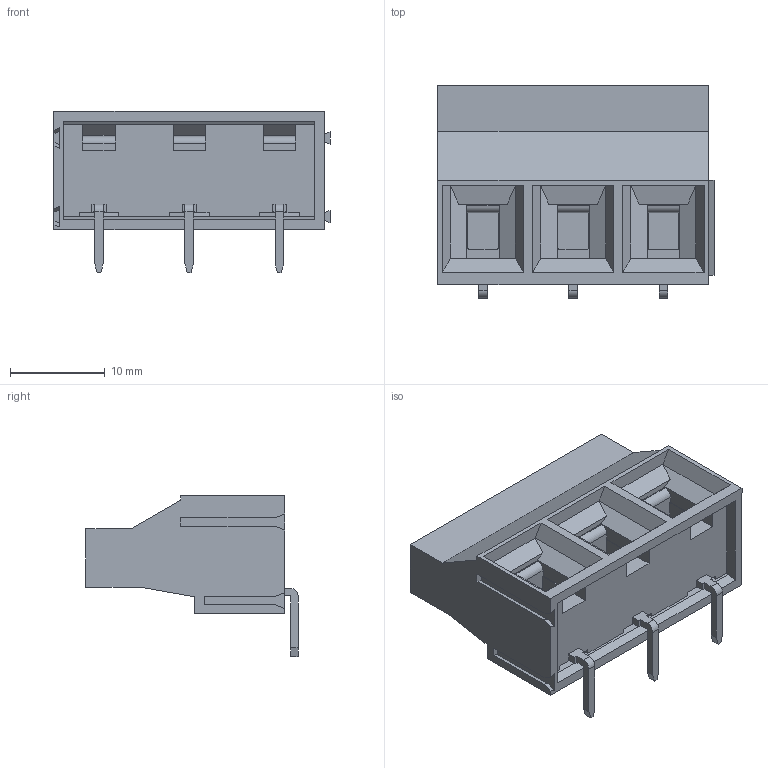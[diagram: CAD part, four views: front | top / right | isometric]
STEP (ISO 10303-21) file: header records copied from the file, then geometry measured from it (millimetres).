
FILE_DESCRIPTION( ( 'STEP AP214' ), '1' );
FILE_NAME( ' ', ' ', ( ' ' ), ( ' ' ), 'PSStep 11.0', 'VISI 17.0', ' ' );
FILE_SCHEMA( ( 'AUTOMOTIVE_DESIGN { 1 0 10303 214 1 1 1 1 }' ) );
Length unit declared in the file: millimetre
Products named in the file (1): 1
Bounding box: 29.16 x 22.4 x 17 mm (x, y, z)
Volume: 4515.2 mm3; surface area: 3538.4 mm2
Topology: 1 solids, 4 shells, 281 faces, 783 edges, 513 vertices
Faces by surface type: plane 254, cylinder 21, cone 6
Full cylindrical faces by diameter (mm): 2.6 x3, 4.7 x3, 5 x3
Entity records: 10920 total; most frequent: CARTESIAN_POINT 1536, ORIENTED_EDGE 1506, DIRECTION 1371, EDGE_CURVE 753, LINE 699, VECTOR 699, VERTEX_POINT 501, AXIS2_PLACEMENT_3D 336
